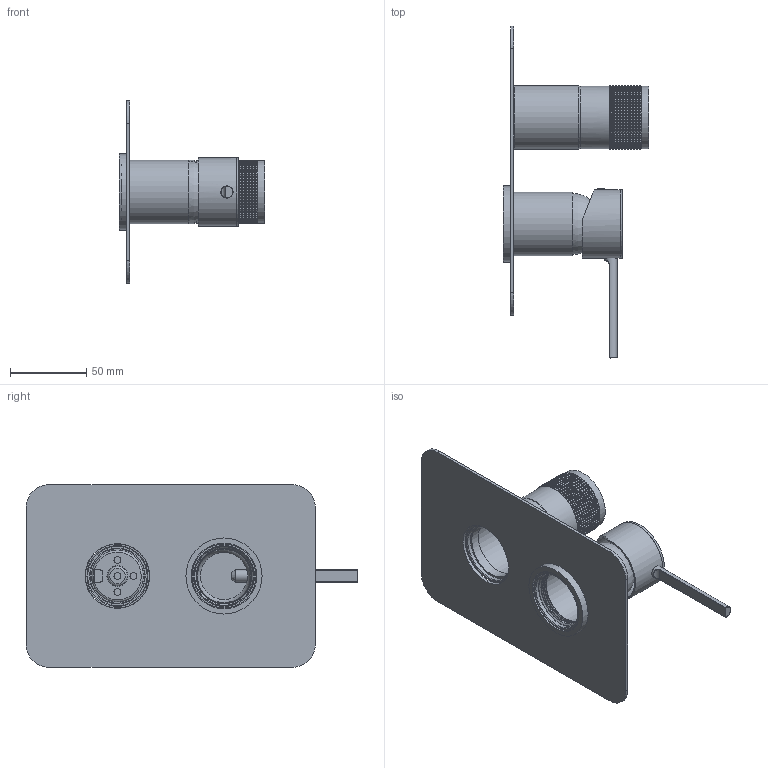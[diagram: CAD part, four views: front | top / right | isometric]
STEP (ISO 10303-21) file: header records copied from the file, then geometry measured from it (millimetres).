
FILE_DESCRIPTION (( 'STEP AP203' ), '1' );
FILE_NAME ('84DP11550.STEP', '2025-10-03T06:42:22', ( '' ), ( '' ), 'SwSTEP 2.0', 'SolidWorks 2021', '' );
FILE_SCHEMA (( 'CONFIG_CONTROL_DESIGN' ));
Length unit declared in the file: millimetre
Products named in the file (1): 84DP11550
Bounding box: 95.5 x 218 x 120 mm (x, y, z)
Volume: 84349.5 mm3; surface area: 103521.3 mm2
Topology: 12 solids, 12 shells, 3346 faces, 9872 edges, 6571 vertices
Faces by surface type: cylinder 1589, plane 1571, bspline 138, cone 30, torus 15, sphere 3
Full cylindrical faces by diameter (mm): 4.5 x4, 5.5 x1, 7.9 x1, 8 x1, 10.7 x1, 12.7 x1, 31 x1, 35.8 x2, 36 x1, 36.5 x1, 37 x1, 37.8 x1, 37.9 x1, 38 x2, 39 x4, 40.85 x1, 41 x2, 41.1 x10, 42 x2, 42.5 x2, 42.6 x1, 43.2 x1, 45 x1, 45.2 x1, 48.5 x1, 50 x1
Entity records: 119447 total; most frequent: CARTESIAN_POINT 34901, ORIENTED_EDGE 19484, DIRECTION 16041, EDGE_CURVE 9742, VERTEX_POINT 6529, AXIS2_PLACEMENT_3D 6491, EDGE_LOOP 3485, FACE_OUTER_BOUND 3402
